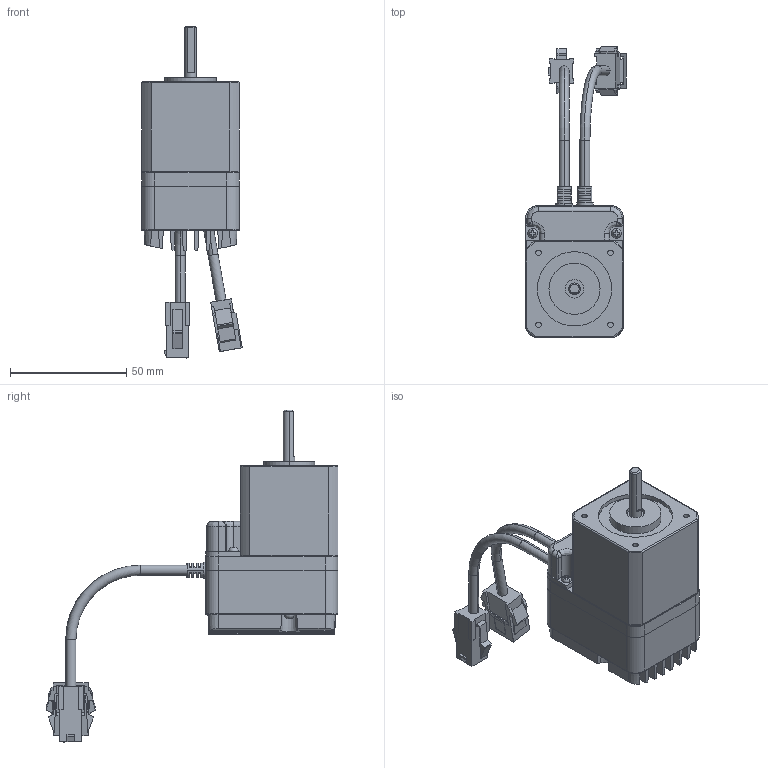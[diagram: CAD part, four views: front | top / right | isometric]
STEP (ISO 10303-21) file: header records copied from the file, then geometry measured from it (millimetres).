
FILE_DESCRIPTION (( 'STEP AP203' ), '1' );
FILE_NAME ('BM-42M-assembly_110209.STEP', '2013-10-31T06:11:40', ( '' ), ( '' ), 'SwSTEP 2.0', 'SolidWorks 2012', '' );
FILE_SCHEMA (( 'CONFIG_CONTROL_DESIGN' ));
Length unit declared in the file: millimetre
Products named in the file (10): BM-42M-assembly_110209; だお99; BM-42M-assembly_1102098; BM-42M-assembly_1102097; BM-42M-assembly_1102096; BM-42M-assembly_1102095; BM-42M-assembly_1102094; BM-42M-assembly_1102093; BM-42M-assembly_1102092; BM-42M-assembly_1102091
Assembly tree (9 placements, depth 2):
  BM-42M-assembly_110209
    BM-42M-assembly_1102091
    BM-42M-assembly_1102092
    BM-42M-assembly_1102093
    BM-42M-assembly_1102094
    BM-42M-assembly_1102095
    BM-42M-assembly_1102096
    BM-42M-assembly_1102097
    BM-42M-assembly_1102098
    だお99
Bounding box: 43.27 x 125.71 x 143 mm (x, y, z)
Volume: 77123.4 mm3; surface area: 47053.3 mm2
Topology: 8 solids, 11 shells, 799 faces, 2128 edges, 1391 vertices
Faces by surface type: plane 484, cylinder 243, bspline 31, cone 17, sphere 16, torus 8
Entity records: 27877 total; most frequent: CARTESIAN_POINT 6942, DIRECTION 4150, ORIENTED_EDGE 4107, EDGE_CURVE 2094, AXIS2_PLACEMENT_3D 1411, VERTEX_POINT 1375, VECTOR 1328, LINE 1328
